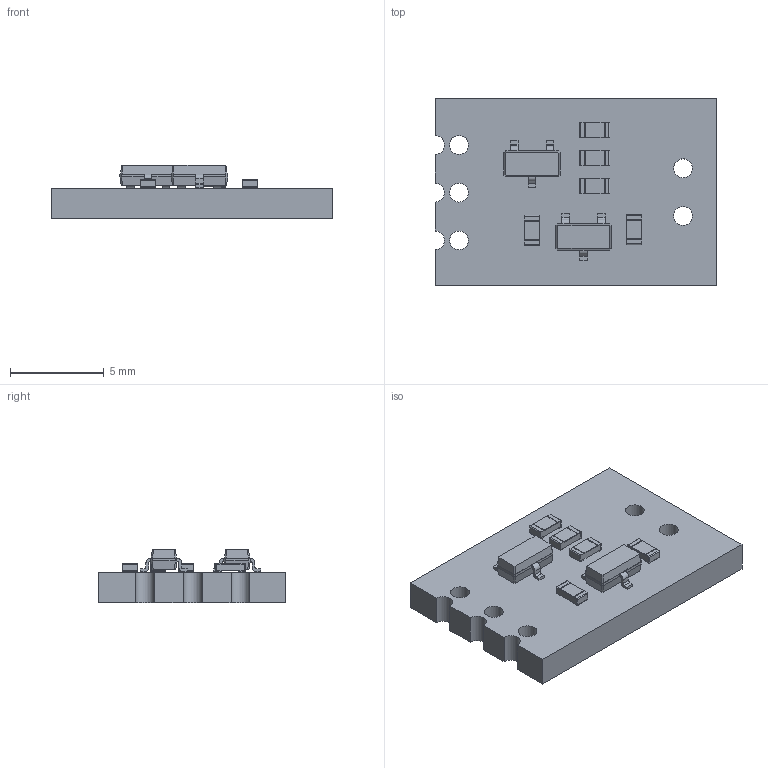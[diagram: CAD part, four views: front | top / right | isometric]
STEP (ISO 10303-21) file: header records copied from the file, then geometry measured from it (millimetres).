
FILE_DESCRIPTION(('FreeCAD Model'),'2;1');
FILE_NAME('Open CASCADE Shape Model','2024-12-06T21:14:43',('Author'),( ''),'Open CASCADE STEP processor 7.8','FreeCAD','Unknown');
FILE_SCHEMA(('AUTOMOTIVE_DESIGN { 1 0 10303 214 1 1 1 1 }'));
Length unit declared in the file: millimetre
Products named in the file (11): Leak_Sensor 1; R_0603_1608Metric001; R_0603_1608Metric; SOT-23; SOT_23; R_0603_1608Metric003; SOT-024; R_0603_1608Metric005; R_0603_1608Metric007; R_0603_1608Metric009; Leak_Sensor_PCB
Assembly tree (15 placements, depth 3):
  Leak_Sensor 1
    R_0603_1608Metric001
      R_0603_1608Metric
    SOT-23
      SOT_23
    R_0603_1608Metric003
      R_0603_1608Metric
    SOT-024
      SOT_23
    R_0603_1608Metric005
      R_0603_1608Metric
    R_0603_1608Metric007
      R_0603_1608Metric
    R_0603_1608Metric009
      R_0603_1608Metric
    Leak_Sensor_PCB
Bounding box: 15 x 10 x 2.85 mm (x, y, z)
Volume: 243.3 mm3; surface area: 460.6 mm2
Topology: 8 solids, 8 shells, 299 faces, 745 edges, 462 vertices
Faces by surface type: plane 173, cylinder 72, bspline 54
Full cylindrical faces by diameter (mm): 1 x5
Entity records: 4114 total; most frequent: CARTESIAN_POINT 721, ORIENTED_EDGE 586, DIRECTION 533, EDGE_CURVE 293, LINE 205, VECTOR 205, VERTEX_POINT 180, AXIS2_PLACEMENT_3D 164
